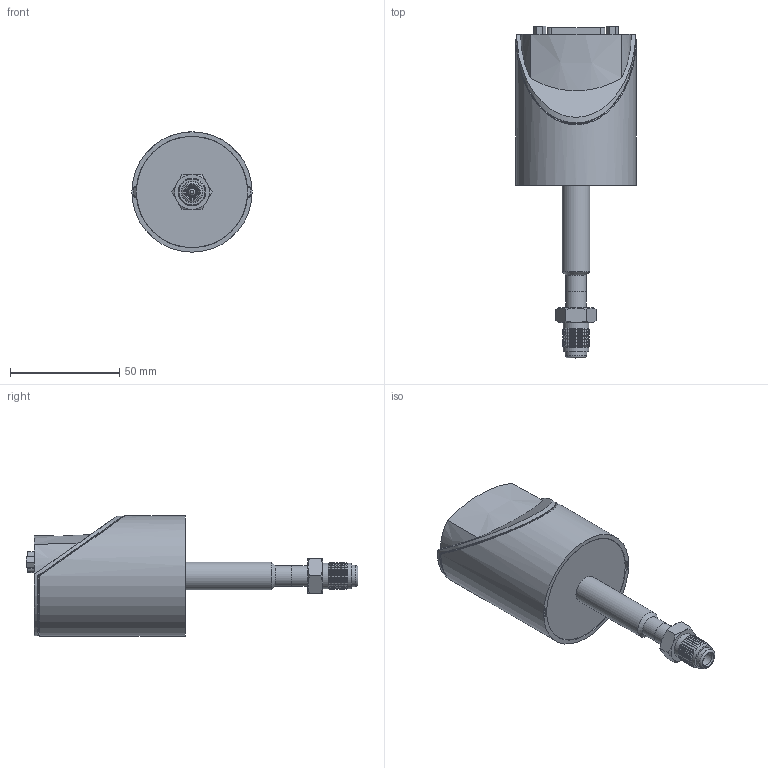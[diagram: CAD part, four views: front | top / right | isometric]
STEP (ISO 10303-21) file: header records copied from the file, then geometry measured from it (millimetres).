
FILE_DESCRIPTION((''),'2;1');
FILE_NAME('MCDG025D_4VCRmale.stp','2013-04-04T09:13:09',('GELH'),(''),'Autodesk Inventor 2012','Autodesk Inventor 2012','');
FILE_SCHEMA(('AUTOMOTIVE_DESIGN { 1 0 10303 214 1 1 1 1 }'));
Length unit declared in the file: millimetre
Products named in the file (1): MCDG025D_4VCRmale
Bounding box: 55 x 151.83 x 55 mm (x, y, z)
Volume: 19.3 mm3; surface area: 64452.3 mm2
Topology: 1 solids, 2 shells, 819 faces, 2191 edges, 1424 vertices
Faces by surface type: plane 406, cylinder 223, cone 91, bspline 69, torus 15, sphere 15
Full cylindrical faces by diameter (mm): 0.3 x9, 0.8 x15, 1.3 x1, 2 x2, 2.156 x2, 2.6 x1, 2.8 x1, 2.845 x2, 2.9 x1, 3 x2, 3.2 x5, 3.242 x3, 3.4 x2, 4.5 x3, 4.6 x1, 5.4 x2, 6.35 x1, 6.6 x2, 6.7 x1, 7.874 x1, 7.9 x1, 8 x1, 9.5 x1, 9.525 x1, 9.6 x1, 9.906 x2, 10.2 x1, 10.6 x1, 10.99 x1, 11 x3
Entity records: 27571 total; most frequent: CARTESIAN_POINT 8613, ORIENTED_EDGE 3832, DIRECTION 3746, EDGE_CURVE 1916, AXIS2_PLACEMENT_3D 1376, VERTEX_POINT 1345, EDGE_LOOP 1097, VECTOR 994
